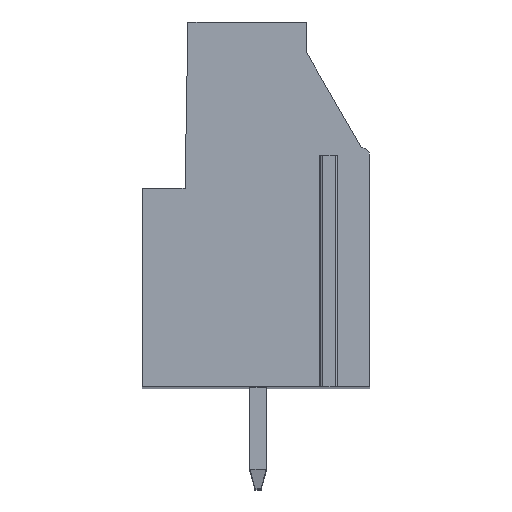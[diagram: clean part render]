
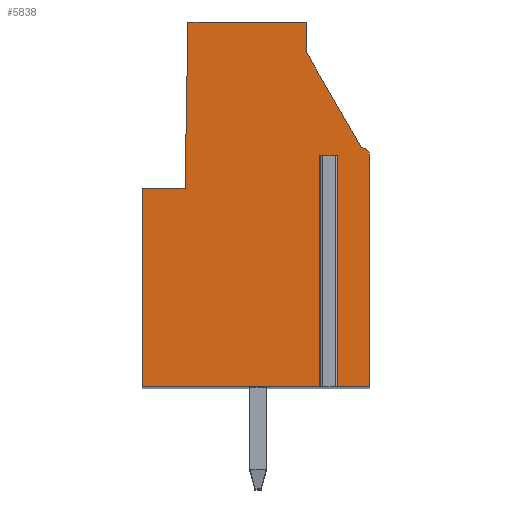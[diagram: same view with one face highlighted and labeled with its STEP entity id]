
A CAD part, top view. The second image highlights one B-rep face of the part: STEP entity #5838.
In plain terms, the highlighted planar face has unit normal (0, 0, 1).
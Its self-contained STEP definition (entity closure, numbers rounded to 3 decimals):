
#652=DIRECTION('',(1.,0.,0.));
#653=VECTOR('',#652,0.5);
#654=CARTESIAN_POINT('',(3.347,2.4,2.5));
#655=LINE('',#654,#653);
#656=DIRECTION('',(0.,1.,0.));
#657=VECTOR('',#656,11.4);
#658=CARTESIAN_POINT('',(3.347,-9.,2.5));
#659=LINE('',#658,#657);
#660=DIRECTION('',(1.,0.,0.));
#661=VECTOR('',#660,8.95);
#662=CARTESIAN_POINT('',(-5.603,-9.,2.5));
#663=LINE('',#662,#661);
#664=DIRECTION('',(0.,-1.,0.));
#665=VECTOR('',#664,9.8);
#666=CARTESIAN_POINT('',(-5.603,0.8,2.5));
#667=LINE('',#666,#665);
#668=DIRECTION('',(-1.,0.,0.));
#669=VECTOR('',#668,2.1);
#670=CARTESIAN_POINT('',(-3.503,0.8,2.5));
#671=LINE('',#670,#669);
#672=DIRECTION('',(-0.017,-1.,0.));
#673=VECTOR('',#672,8.201);
#674=CARTESIAN_POINT('',(-3.36,9.,2.5));
#675=LINE('',#674,#673);
#676=DIRECTION('',(-1.,0.,0.));
#677=VECTOR('',#676,5.86);
#678=CARTESIAN_POINT('',(2.5,9.,2.5));
#679=LINE('',#678,#677);
#680=DIRECTION('',(0.,1.,0.));
#681=VECTOR('',#680,1.523);
#682=CARTESIAN_POINT('',(2.5,7.477,2.5));
#683=LINE('',#682,#681);
#684=DIRECTION('',(-0.5,0.866,0.));
#685=VECTOR('',#684,5.394);
#686=CARTESIAN_POINT('',(5.197,2.805,2.5));
#687=LINE('',#686,#685);
#688=CARTESIAN_POINT('',(5.197,2.405,2.5));
#689=DIRECTION('',(0.,0.,1.));
#690=DIRECTION('',(1.,0.,0.));
#691=AXIS2_PLACEMENT_3D('',#688,#689,#690);
#693=DIRECTION('',(0.,1.,0.));
#694=VECTOR('',#693,11.405);
#695=CARTESIAN_POINT('',(5.597,-9.,2.5));
#696=LINE('',#695,#694);
#697=DIRECTION('',(1.,0.,0.));
#698=VECTOR('',#697,1.75);
#699=CARTESIAN_POINT('',(3.847,-9.,2.5));
#700=LINE('',#699,#698);
#701=DIRECTION('',(0.,1.,0.));
#702=VECTOR('',#701,11.4);
#703=CARTESIAN_POINT('',(3.847,-9.,2.5));
#704=LINE('',#703,#702);
#4161=CARTESIAN_POINT('',(5.597,-9.,2.5));
#4162=CARTESIAN_POINT('',(5.597,2.405,2.5));
#4163=VERTEX_POINT('',#4161);
#4164=VERTEX_POINT('',#4162);
#4165=CARTESIAN_POINT('',(5.197,2.805,2.5));
#4166=VERTEX_POINT('',#4165);
#4167=CARTESIAN_POINT('',(2.5,7.477,2.5));
#4168=VERTEX_POINT('',#4167);
#4169=CARTESIAN_POINT('',(2.5,9.,2.5));
#4170=VERTEX_POINT('',#4169);
#4171=CARTESIAN_POINT('',(-3.36,9.,2.5));
#4172=VERTEX_POINT('',#4171);
#4173=CARTESIAN_POINT('',(-3.503,0.8,2.5));
#4174=VERTEX_POINT('',#4173);
#4175=CARTESIAN_POINT('',(-5.603,0.8,2.5));
#4176=VERTEX_POINT('',#4175);
#4177=CARTESIAN_POINT('',(-5.603,-9.,2.5));
#4178=VERTEX_POINT('',#4177);
#4215=CARTESIAN_POINT('',(3.347,2.4,2.5));
#4216=CARTESIAN_POINT('',(3.847,2.4,2.5));
#4217=VERTEX_POINT('',#4215);
#4218=VERTEX_POINT('',#4216);
#4219=CARTESIAN_POINT('',(3.347,-9.,2.5));
#4220=VERTEX_POINT('',#4219);
#4221=CARTESIAN_POINT('',(3.847,-9.,2.5));
#4222=VERTEX_POINT('',#4221);
#5815=CARTESIAN_POINT('',(0.,0.,2.5));
#5816=DIRECTION('',(0.,0.,1.));
#5817=DIRECTION('',(1.,0.,0.));
#5818=AXIS2_PLACEMENT_3D('',#5815,#5816,#5817);
#5819=PLANE('',#5818);
#5821=ORIENTED_EDGE('',*,*,#5820,.F.);
#5823=ORIENTED_EDGE('',*,*,#5822,.F.);
#5824=ORIENTED_EDGE('',*,*,#5337,.F.);
#5825=ORIENTED_EDGE('',*,*,#5552,.F.);
#5826=ORIENTED_EDGE('',*,*,#5566,.F.);
#5827=ORIENTED_EDGE('',*,*,#5580,.F.);
#5828=ORIENTED_EDGE('',*,*,#5594,.F.);
#5829=ORIENTED_EDGE('',*,*,#5668,.F.);
#5830=ORIENTED_EDGE('',*,*,#5682,.F.);
#5831=ORIENTED_EDGE('',*,*,#5696,.F.);
#5832=ORIENTED_EDGE('',*,*,#5709,.F.);
#5833=ORIENTED_EDGE('',*,*,#5349,.F.);
#5835=ORIENTED_EDGE('',*,*,#5834,.T.);
#5836=EDGE_LOOP('',(#5821,#5823,#5824,#5825,#5826,#5827,#5828,#5829,#5830,#5831,
#5832,#5833,#5835));
#5837=FACE_OUTER_BOUND('',#5836,.F.);
#692=CIRCLE('',#691,0.4);
#5337=EDGE_CURVE('',#4178,#4220,#663,.T.);
#5349=EDGE_CURVE('',#4222,#4163,#700,.T.);
#5552=EDGE_CURVE('',#4176,#4178,#667,.T.);
#5566=EDGE_CURVE('',#4174,#4176,#671,.T.);
#5580=EDGE_CURVE('',#4172,#4174,#675,.T.);
#5594=EDGE_CURVE('',#4170,#4172,#679,.T.);
#5668=EDGE_CURVE('',#4168,#4170,#683,.T.);
#5682=EDGE_CURVE('',#4166,#4168,#687,.T.);
#5696=EDGE_CURVE('',#4164,#4166,#692,.T.);
#5709=EDGE_CURVE('',#4163,#4164,#696,.T.);
#5820=EDGE_CURVE('',#4217,#4218,#655,.T.);
#5822=EDGE_CURVE('',#4220,#4217,#659,.T.);
#5834=EDGE_CURVE('',#4222,#4218,#704,.T.);
#5838=ADVANCED_FACE('',(#5837),#5819,.T.);
